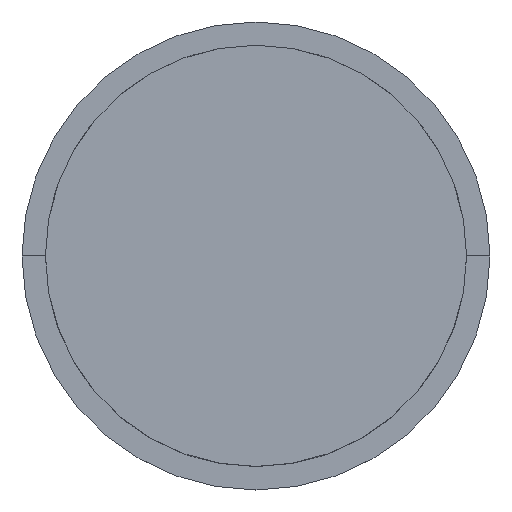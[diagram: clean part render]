
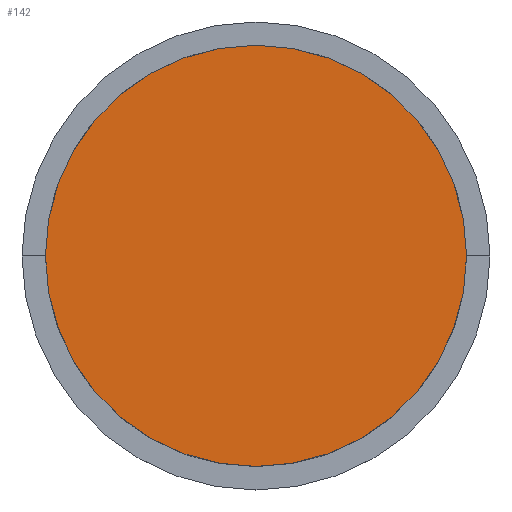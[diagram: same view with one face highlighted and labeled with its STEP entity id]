
A CAD part, top view. The second image highlights one B-rep face of the part: STEP entity #142.
In plain terms, the highlighted planar face has unit normal (0, 0, -1).
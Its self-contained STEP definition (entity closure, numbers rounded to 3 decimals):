
#31 = FACE_OUTER_BOUND ( 'NONE', #208, .T. ) ;
#32 = VERTEX_POINT ( 'NONE', #115 ) ;
#46 = DIRECTION ( 'NONE',  ( 0., 0., -1. ) ) ;
#66 = PLANE ( 'NONE',  #150 ) ;
#82 = AXIS2_PLACEMENT_3D ( 'NONE', #336, #98, #385 ) ;
#98 = DIRECTION ( 'NONE',  ( 0., 0., -1. ) ) ;
#115 = CARTESIAN_POINT ( 'NONE',  ( -67.5, 0., 30. ) ) ;
#142 = ADVANCED_FACE ( 'NONE', ( #31 ), #66, .T. ) ;
#150 = AXIS2_PLACEMENT_3D ( 'NONE', #465, #46, #211 ) ;
#169 = DIRECTION ( 'NONE',  ( 0., 0., -1. ) ) ;
#208 = EDGE_LOOP ( 'NONE', ( #344, #280 ) ) ;
#211 = DIRECTION ( 'NONE',  ( -1., 0., 0. ) ) ;
#280 = ORIENTED_EDGE ( 'NONE', *, *, #462, .T. ) ;
#285 = CIRCLE ( 'NONE', #82, 67.499 ) ;
#318 = CIRCLE ( 'NONE', #435, 67.499 ) ;
#327 = CARTESIAN_POINT ( 'NONE',  ( 67.498, 0., 30.002 ) ) ;
#336 = CARTESIAN_POINT ( 'NONE',  ( -0.001, 0., 30.001 ) ) ;
#344 = ORIENTED_EDGE ( 'NONE', *, *, #494, .T. ) ;
#369 = VERTEX_POINT ( 'NONE', #327 ) ;
#385 = DIRECTION ( 'NONE',  ( -1., 0., 0. ) ) ;
#426 = CARTESIAN_POINT ( 'NONE',  ( -0.001, 0., 30.001 ) ) ;
#435 = AXIS2_PLACEMENT_3D ( 'NONE', #426, #169, #476 ) ;
#462 = EDGE_CURVE ( 'NONE', #369, #32, #318, .T. ) ;
#465 = CARTESIAN_POINT ( 'NONE',  ( -0.001, 0., 30.001 ) ) ;
#476 = DIRECTION ( 'NONE',  ( -1., 0., 0. ) ) ;
#494 = EDGE_CURVE ( 'NONE', #32, #369, #285, .T. ) ;
